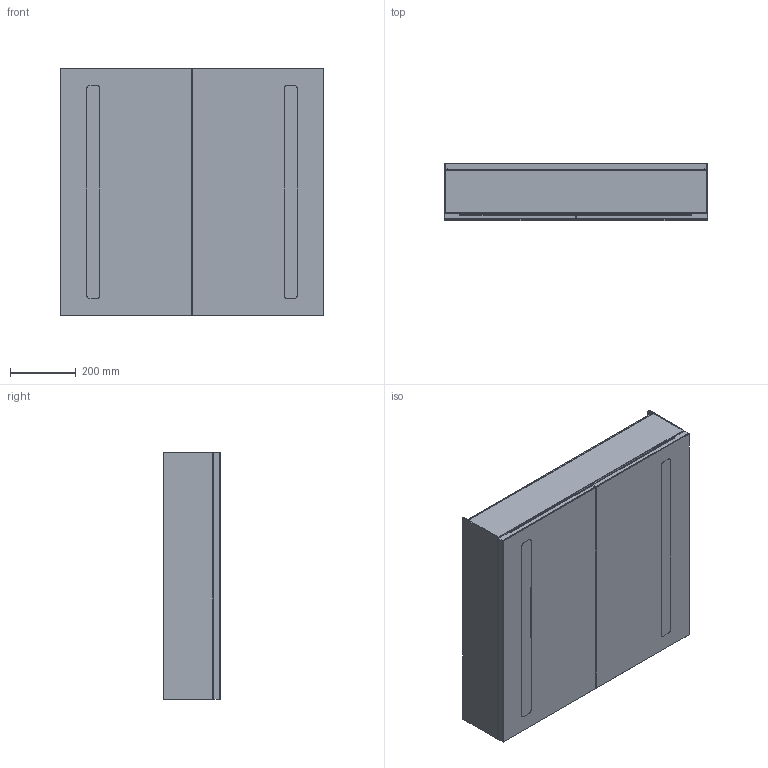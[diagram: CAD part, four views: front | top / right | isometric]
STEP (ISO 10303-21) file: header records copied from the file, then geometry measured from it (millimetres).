
FILE_DESCRIPTION(/* description */ (''),/* implementation_level */ '2;1');
FILE_NAME(/* name */ 'AJ502_A4218000_RFS.stp',/* time_stamp */ '2021-08-17T10:14:32+02:00',/* author */ ('StegeR'),/* organization */ (''),/* preprocessor_version */ 'ST-DEVELOPER v16.1',/* originating_system */ 'Autodesk Inventor 2016',/* authorisation */ '');
FILE_SCHEMA (('AUTOMOTIVE_DESIGN { 1 0 10303 214 3 1 1 }'));
Products named in the file (1): AJ502_A4218000_RFS
Bounding box: 800 x 173 x 750 mm (x, y, z)
Volume: 22403906.4 mm3; surface area: 6958249.3 mm2
Topology: 62 solids, 62 shells, 3091 faces, 8379 edges, 5469 vertices
Faces by surface type: plane 1744, cylinder 1062, cone 144, bspline 105, torus 32, sphere 4
Full cylindrical faces by diameter (mm): 4 x10, 8 x8, 10 x4, 15 x1, 35 x5, 120 x1
Entity records: 99749 total; most frequent: CARTESIAN_POINT 21204, ORIENTED_EDGE 16672, DIRECTION 16162, EDGE_CURVE 8336, VERTEX_POINT 5460, LINE 5426, VECTOR 5426, AXIS2_PLACEMENT_3D 5368
